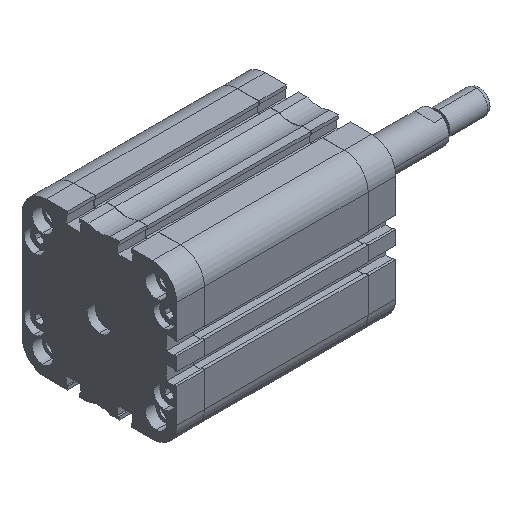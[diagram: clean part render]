
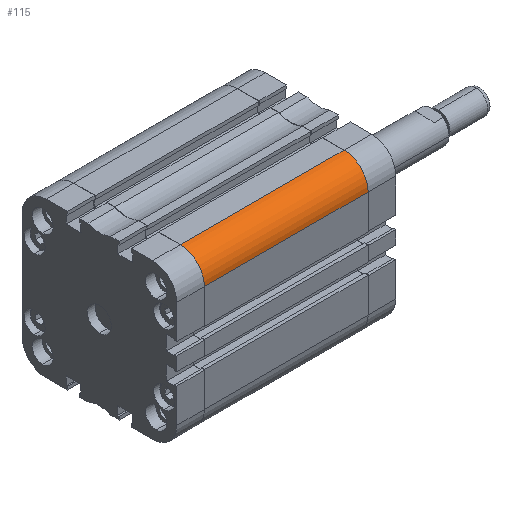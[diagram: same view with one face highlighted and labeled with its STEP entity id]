
A CAD part, isometric view. The second image highlights one B-rep face of the part: STEP entity #115.
In plain terms, the highlighted cylindrical face has radius 12 mm (diameter 24 mm), a partial arc.
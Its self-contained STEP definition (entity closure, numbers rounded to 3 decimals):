
#115 = ADVANCED_FACE ( 'NONE', ( #16674 ), #20177, .T. ) ;
#1906 = DIRECTION ( 'NONE',  ( 1., 0., 0. ) ) ;
#2475 = DIRECTION ( 'NONE',  ( 0., 0., -1. ) ) ;
#3903 = LINE ( 'NONE', #18638, #20888 ) ;
#5055 = DIRECTION ( 'NONE',  ( -1., 0., 0. ) ) ;
#5079 = DIRECTION ( 'NONE',  ( -1., 0., 0. ) ) ;
#5161 = EDGE_CURVE ( 'NONE', #24948, #17636, #6439, .T. ) ;
#6122 = EDGE_LOOP ( 'NONE', ( #29748, #20824, #23161, #28463 ) ) ;
#6439 = CIRCLE ( 'NONE', #17074, 12. ) ;
#10399 = LINE ( 'NONE', #28425, #27903 ) ;
#11338 = DIRECTION ( 'NONE',  ( -1., 0., 0. ) ) ;
#12287 = EDGE_CURVE ( 'NONE', #33996, #20644, #15944, .T. ) ;
#13416 = EDGE_CURVE ( 'NONE', #20644, #24948, #10399, .T. ) ;
#14059 = CARTESIAN_POINT ( 'NONE',  ( 81.5, -26.5, 38.5 ) ) ;
#14664 = CARTESIAN_POINT ( 'NONE',  ( 0., -26.5, 38.5 ) ) ;
#15944 = CIRCLE ( 'NONE', #25323, 12. ) ;
#16674 = FACE_OUTER_BOUND ( 'NONE', #6122, .T. ) ;
#16868 = DIRECTION ( 'NONE',  ( 0., 0., 1. ) ) ;
#17074 = AXIS2_PLACEMENT_3D ( 'NONE', #25075, #11338, #2475 ) ;
#17395 = CARTESIAN_POINT ( 'NONE',  ( 81.5, -38.5, 26.5 ) ) ;
#17636 = VERTEX_POINT ( 'NONE', #14664 ) ;
#18615 = EDGE_CURVE ( 'NONE', #17636, #33996, #3903, .T. ) ;
#18638 = CARTESIAN_POINT ( 'NONE',  ( 81.5, -26.5, 38.5 ) ) ;
#19195 = DIRECTION ( 'NONE',  ( 0., 0., -1. ) ) ;
#19757 = CARTESIAN_POINT ( 'NONE',  ( 81.5, -26.5, 26.5 ) ) ;
#20177 = CYLINDRICAL_SURFACE ( 'NONE', #32183, 12. ) ;
#20644 = VERTEX_POINT ( 'NONE', #17395 ) ;
#20824 = ORIENTED_EDGE ( 'NONE', *, *, #18615, .F. ) ;
#20888 = VECTOR ( 'NONE', #24351, 1000. ) ;
#22754 = CARTESIAN_POINT ( 'NONE',  ( 81.5, -26.5, 26.5 ) ) ;
#23161 = ORIENTED_EDGE ( 'NONE', *, *, #5161, .F. ) ;
#24351 = DIRECTION ( 'NONE',  ( 1., 0., 0. ) ) ;
#24948 = VERTEX_POINT ( 'NONE', #37778 ) ;
#25075 = CARTESIAN_POINT ( 'NONE',  ( 0., -26.5, 26.5 ) ) ;
#25323 = AXIS2_PLACEMENT_3D ( 'NONE', #19757, #1906, #19195 ) ;
#27903 = VECTOR ( 'NONE', #5055, 1000. ) ;
#28425 = CARTESIAN_POINT ( 'NONE',  ( 81.5, -38.5, 26.5 ) ) ;
#28463 = ORIENTED_EDGE ( 'NONE', *, *, #13416, .F. ) ;
#29748 = ORIENTED_EDGE ( 'NONE', *, *, #12287, .F. ) ;
#32183 = AXIS2_PLACEMENT_3D ( 'NONE', #22754, #5079, #16868 ) ;
#33996 = VERTEX_POINT ( 'NONE', #14059 ) ;
#37778 = CARTESIAN_POINT ( 'NONE',  ( 0., -38.5, 26.5 ) ) ;
